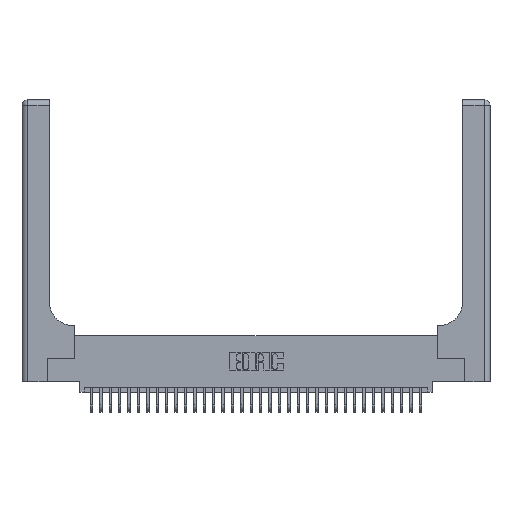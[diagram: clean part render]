
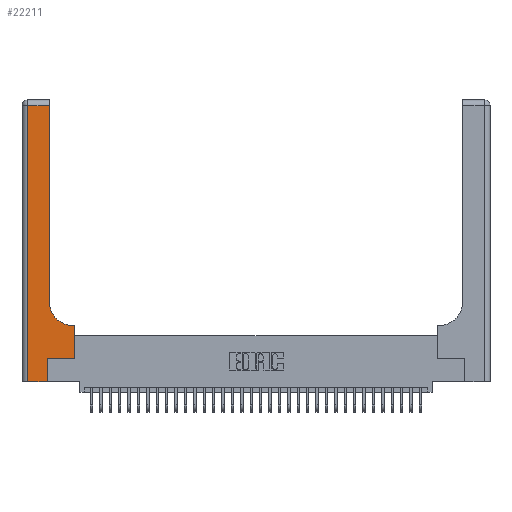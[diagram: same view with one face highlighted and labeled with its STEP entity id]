
A CAD part, top view. The second image highlights one B-rep face of the part: STEP entity #22211.
In plain terms, the highlighted planar face has unit normal (0, 0, 1).
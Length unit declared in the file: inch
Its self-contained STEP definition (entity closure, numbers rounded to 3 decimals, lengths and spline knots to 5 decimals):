
#67 = EDGE_CURVE ( 'NONE', #17742, #26581, #26458, .T. ) ;
#610 = DIRECTION ( 'NONE',  ( 0., 0., -1. ) ) ;
#1453 = CARTESIAN_POINT ( 'NONE',  ( 0.5585, 0.6, 0.37 ) ) ;
#3200 = LINE ( 'NONE', #22657, #7184 ) ;
#3217 = VERTEX_POINT ( 'NONE', #18776 ) ;
#3684 = DIRECTION ( 'NONE',  ( -1., 0., 0. ) ) ;
#3785 = DIRECTION ( 'NONE',  ( 0., 1., 0. ) ) ;
#3979 = CARTESIAN_POINT ( 'NONE',  ( 0., 0., 0.37 ) ) ;
#4346 = VECTOR ( 'NONE', #34357, 39.37008 ) ;
#4531 = VERTEX_POINT ( 'NONE', #6658 ) ;
#6172 = VECTOR ( 'NONE', #3785, 39.37008 ) ;
#6450 = VECTOR ( 'NONE', #12604, 39.37008 ) ;
#6658 = CARTESIAN_POINT ( 'NONE',  ( 0.2915, 0.85, 0.37 ) ) ;
#7078 = LINE ( 'NONE', #31636, #6172 ) ;
#7184 = VECTOR ( 'NONE', #22550, 39.37008 ) ;
#7385 = EDGE_CURVE ( 'NONE', #26685, #17742, #19112, .T. ) ;
#8491 = DIRECTION ( 'NONE',  ( 1., 0., 0. ) ) ;
#9317 = CARTESIAN_POINT ( 'NONE',  ( 0., 2.94, 0.37 ) ) ;
#9600 = ORIENTED_EDGE ( 'NONE', *, *, #35045, .T. ) ;
#9918 = EDGE_CURVE ( 'NONE', #4531, #3217, #25013, .T. ) ;
#10146 = DIRECTION ( 'NONE',  ( 1., 0., 0. ) ) ;
#10299 = LINE ( 'NONE', #9317, #11987 ) ;
#11053 = DIRECTION ( 'NONE',  ( 0., 0., -1. ) ) ;
#11743 = LINE ( 'NONE', #31588, #4346 ) ;
#11987 = VECTOR ( 'NONE', #3684, 39.37008 ) ;
#12604 = DIRECTION ( 'NONE',  ( 0., -1., 0. ) ) ;
#13910 = DIRECTION ( 'NONE',  ( -1., 0., 0. ) ) ;
#14647 = VERTEX_POINT ( 'NONE', #30111 ) ;
#15208 = FACE_OUTER_BOUND ( 'NONE', #31820, .T. ) ;
#17742 = VERTEX_POINT ( 'NONE', #26131 ) ;
#18309 = VERTEX_POINT ( 'NONE', #26040 ) ;
#18336 = AXIS2_PLACEMENT_3D ( 'NONE', #22111, #11053, #13910 ) ;
#18776 = CARTESIAN_POINT ( 'NONE',  ( 0.2915, 2.94, 0.37 ) ) ;
#19112 = LINE ( 'NONE', #32295, #6450 ) ;
#20389 = AXIS2_PLACEMENT_3D ( 'NONE', #26793, #610, #10146 ) ;
#21769 = CIRCLE ( 'NONE', #20389, 0.25 ) ;
#22111 = CARTESIAN_POINT ( 'NONE',  ( 0., 3., 0.37 ) ) ;
#22211 = ADVANCED_FACE ( 'NONE', ( #15208 ), #30366, .F. ) ;
#22550 = DIRECTION ( 'NONE',  ( -1., 0., 0. ) ) ;
#22612 = LINE ( 'NONE', #35862, #33460 ) ;
#22657 = CARTESIAN_POINT ( 'NONE',  ( 0.2915, 0.6, 0.37 ) ) ;
#23264 = ORIENTED_EDGE ( 'NONE', *, *, #24203, .T. ) ;
#23508 = ORIENTED_EDGE ( 'NONE', *, *, #31195, .T. ) ;
#23836 = ORIENTED_EDGE ( 'NONE', *, *, #67, .T. ) ;
#24203 = EDGE_CURVE ( 'NONE', #35286, #26609, #22612, .T. ) ;
#24491 = EDGE_CURVE ( 'NONE', #14647, #4531, #21769, .T. ) ;
#25013 = LINE ( 'NONE', #29340, #28503 ) ;
#25344 = ORIENTED_EDGE ( 'NONE', *, *, #9918, .T. ) ;
#26040 = CARTESIAN_POINT ( 'NONE',  ( 0.269, 0.25, 0.37 ) ) ;
#26131 = CARTESIAN_POINT ( 'NONE',  ( 0.06, 0., 0.37 ) ) ;
#26458 = LINE ( 'NONE', #3979, #32955 ) ;
#26581 = VERTEX_POINT ( 'NONE', #32149 ) ;
#26609 = VERTEX_POINT ( 'NONE', #1453 ) ;
#26685 = VERTEX_POINT ( 'NONE', #32509 ) ;
#26793 = CARTESIAN_POINT ( 'NONE',  ( 0.5415, 0.85, 0.37 ) ) ;
#27729 = EDGE_CURVE ( 'NONE', #3217, #26685, #10299, .T. ) ;
#28248 = EDGE_CURVE ( 'NONE', #26609, #14647, #3200, .T. ) ;
#28503 = VECTOR ( 'NONE', #32090, 39.37008 ) ;
#29340 = CARTESIAN_POINT ( 'NONE',  ( 0.2915, 3., 0.37 ) ) ;
#29552 = ORIENTED_EDGE ( 'NONE', *, *, #27729, .T. ) ;
#30111 = CARTESIAN_POINT ( 'NONE',  ( 0.5415, 0.6, 0.37 ) ) ;
#30366 = PLANE ( 'NONE',  #18336 ) ;
#30764 = ORIENTED_EDGE ( 'NONE', *, *, #7385, .T. ) ;
#31195 = EDGE_CURVE ( 'NONE', #18309, #35286, #11743, .T. ) ;
#31588 = CARTESIAN_POINT ( 'NONE',  ( 0.269, 0.25, 0.37 ) ) ;
#31636 = CARTESIAN_POINT ( 'NONE',  ( 0.269, 0., 0.37 ) ) ;
#31820 = EDGE_LOOP ( 'NONE', ( #25344, #29552, #30764, #23836, #9600, #23508, #23264, #34753, #34995 ) ) ;
#32090 = DIRECTION ( 'NONE',  ( 0., 1., 0. ) ) ;
#32149 = CARTESIAN_POINT ( 'NONE',  ( 0.269, 0., 0.37 ) ) ;
#32295 = CARTESIAN_POINT ( 'NONE',  ( 0.06, 3., 0.37 ) ) ;
#32509 = CARTESIAN_POINT ( 'NONE',  ( 0.06, 2.94, 0.37 ) ) ;
#32955 = VECTOR ( 'NONE', #8491, 39.37008 ) ;
#33410 = DIRECTION ( 'NONE',  ( 0., 1., 0. ) ) ;
#33460 = VECTOR ( 'NONE', #33410, 39.37008 ) ;
#34357 = DIRECTION ( 'NONE',  ( 1., 0., 0. ) ) ;
#34753 = ORIENTED_EDGE ( 'NONE', *, *, #28248, .T. ) ;
#34995 = ORIENTED_EDGE ( 'NONE', *, *, #24491, .T. ) ;
#35045 = EDGE_CURVE ( 'NONE', #26581, #18309, #7078, .T. ) ;
#35142 = CARTESIAN_POINT ( 'NONE',  ( 0.5585, 0.25, 0.37 ) ) ;
#35286 = VERTEX_POINT ( 'NONE', #35142 ) ;
#35862 = CARTESIAN_POINT ( 'NONE',  ( 0.5585, 0.25, 0.37 ) ) ;
